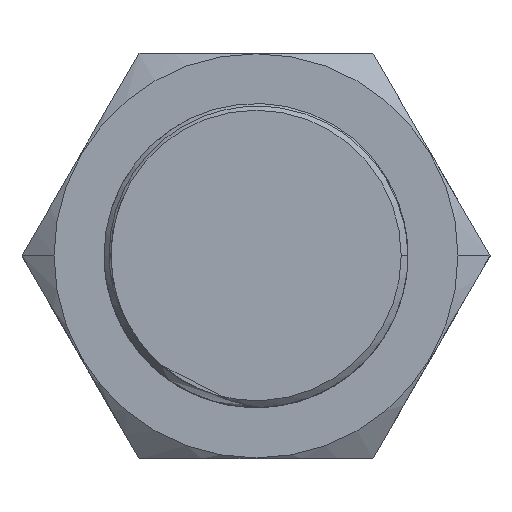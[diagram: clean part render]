
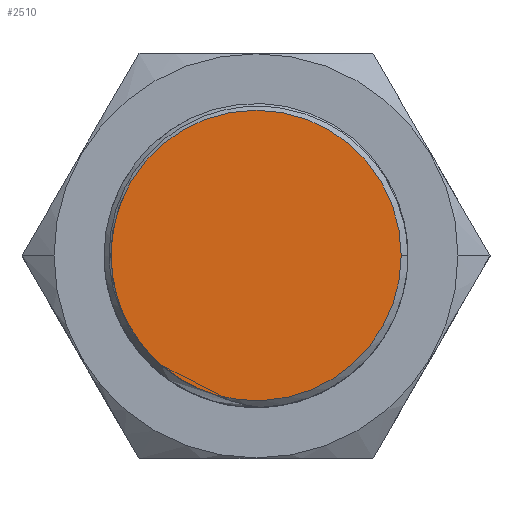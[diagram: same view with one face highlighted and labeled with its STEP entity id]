
A CAD part, top view. The second image highlights one B-rep face of the part: STEP entity #2510.
In plain terms, the highlighted planar face has unit normal (0, 0, 1).
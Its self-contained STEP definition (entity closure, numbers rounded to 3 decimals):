
#67 = CARTESIAN_POINT ( 'NONE',  ( -2.23, -3.676, 14. ) ) ;
#200 = ORIENTED_EDGE ( 'NONE', *, *, #4056, .T. ) ;
#323 = EDGE_CURVE ( 'NONE', #2286, #4145, #3845, .T. ) ;
#485 = CARTESIAN_POINT ( 'NONE',  ( 4.3, 0., 14. ) ) ;
#613 = AXIS2_PLACEMENT_3D ( 'NONE', #4890, #4132, #4530 ) ;
#699 = CARTESIAN_POINT ( 'NONE',  ( -1.507, -4.022, 14. ) ) ;
#721 = CARTESIAN_POINT ( 'NONE',  ( -1.201, -4.129, 14. ) ) ;
#920 = DIRECTION ( 'NONE',  ( 0., 0., 1. ) ) ;
#972 = CARTESIAN_POINT ( 'NONE',  ( 0., 0., 14. ) ) ;
#1073 = AXIS2_PLACEMENT_3D ( 'NONE', #5005, #1287, #3004 ) ;
#1145 = EDGE_CURVE ( 'NONE', #1778, #1568, #1277, .T. ) ;
#1277 = CIRCLE ( 'NONE', #1073, 4.3 ) ;
#1287 = DIRECTION ( 'NONE',  ( 0., 0., 1. ) ) ;
#1568 = VERTEX_POINT ( 'NONE', #485 ) ;
#1660 = CARTESIAN_POINT ( 'NONE',  ( 0., 0., 14. ) ) ;
#1689 = B_SPLINE_CURVE_WITH_KNOTS ( 'NONE', 3,
 ( #721, #2788, #699, #2771 ),
 .UNSPECIFIED., .F., .F.,
 ( 4, 4 ),
 ( 0.009, 0.009 ),
 .UNSPECIFIED. ) ;
#1778 = VERTEX_POINT ( 'NONE', #5168 ) ;
#1806 = DIRECTION ( 'NONE',  ( 1., 0., 0. ) ) ;
#2049 = AXIS2_PLACEMENT_3D ( 'NONE', #1660, #2906, #3300 ) ;
#2063 = PLANE ( 'NONE',  #2049 ) ;
#2101 = ORIENTED_EDGE ( 'NONE', *, *, #3478, .F. ) ;
#2286 = VERTEX_POINT ( 'NONE', #3945 ) ;
#2362 = CIRCLE ( 'NONE', #4408, 4.3 ) ;
#2507 = VERTEX_POINT ( 'NONE', #3655 ) ;
#2510 = ADVANCED_FACE ( 'NONE', ( #4463 ), #2063, .T. ) ;
#2547 = EDGE_CURVE ( 'NONE', #1568, #2507, #3871, .T. ) ;
#2648 = CARTESIAN_POINT ( 'NONE',  ( -1.855, -3.877, 14. ) ) ;
#2771 = CARTESIAN_POINT ( 'NONE',  ( -1.657, -3.955, 14. ) ) ;
#2788 = CARTESIAN_POINT ( 'NONE',  ( -1.355, -4.08, 14. ) ) ;
#2897 = EDGE_LOOP ( 'NONE', ( #2101, #3130, #3056, #200, #3922 ) ) ;
#2906 = DIRECTION ( 'NONE',  ( 0., 0., 1. ) ) ;
#3004 = DIRECTION ( 'NONE',  ( 1., 0., 0. ) ) ;
#3056 = ORIENTED_EDGE ( 'NONE', *, *, #2547, .T. ) ;
#3130 = ORIENTED_EDGE ( 'NONE', *, *, #1145, .T. ) ;
#3300 = DIRECTION ( 'NONE',  ( 1., 0., 0. ) ) ;
#3478 = EDGE_CURVE ( 'NONE', #1778, #2286, #1689, .T. ) ;
#3489 = CARTESIAN_POINT ( 'NONE',  ( -2.046, -3.784, 14. ) ) ;
#3566 = CARTESIAN_POINT ( 'NONE',  ( -2.23, -3.676, 14. ) ) ;
#3655 = CARTESIAN_POINT ( 'NONE',  ( -4.3, 0., 14. ) ) ;
#3845 = B_SPLINE_CURVE_WITH_KNOTS ( 'NONE', 3,
 ( #4688, #2648, #3489, #3566 ),
 .UNSPECIFIED., .F., .F.,
 ( 4, 4 ),
 ( 0., 0.001 ),
 .UNSPECIFIED. ) ;
#3871 = CIRCLE ( 'NONE', #613, 4.3 ) ;
#3922 = ORIENTED_EDGE ( 'NONE', *, *, #323, .F. ) ;
#3945 = CARTESIAN_POINT ( 'NONE',  ( -1.657, -3.955, 14. ) ) ;
#4056 = EDGE_CURVE ( 'NONE', #2507, #4145, #2362, .T. ) ;
#4132 = DIRECTION ( 'NONE',  ( 0., 0., 1. ) ) ;
#4145 = VERTEX_POINT ( 'NONE', #67 ) ;
#4408 = AXIS2_PLACEMENT_3D ( 'NONE', #972, #920, #1806 ) ;
#4463 = FACE_OUTER_BOUND ( 'NONE', #2897, .T. ) ;
#4530 = DIRECTION ( 'NONE',  ( 1., 0., 0. ) ) ;
#4688 = CARTESIAN_POINT ( 'NONE',  ( -1.657, -3.955, 14. ) ) ;
#4890 = CARTESIAN_POINT ( 'NONE',  ( 0., 0., 14. ) ) ;
#5005 = CARTESIAN_POINT ( 'NONE',  ( 0., 0., 14. ) ) ;
#5168 = CARTESIAN_POINT ( 'NONE',  ( -1.201, -4.129, 14. ) ) ;
